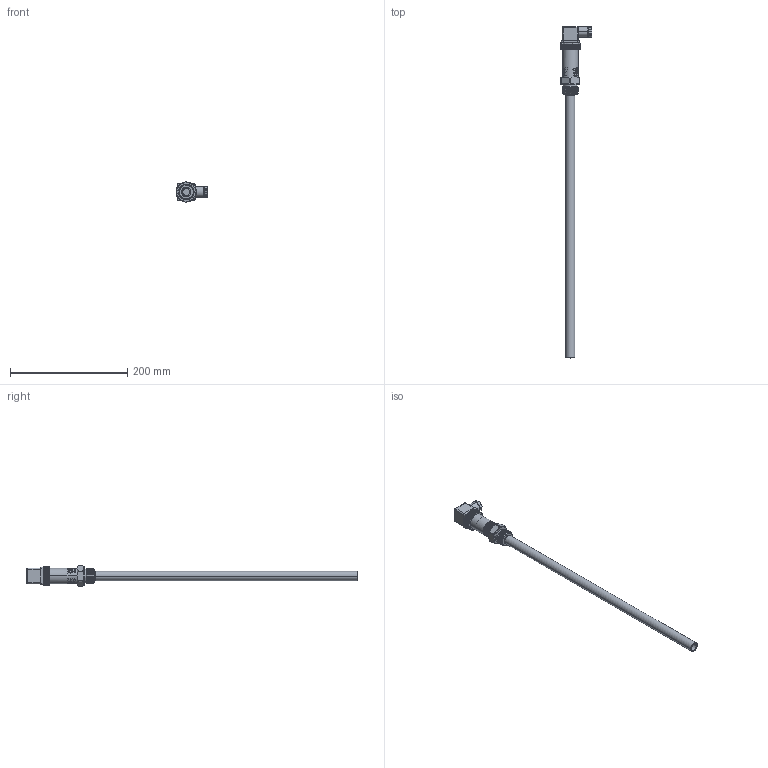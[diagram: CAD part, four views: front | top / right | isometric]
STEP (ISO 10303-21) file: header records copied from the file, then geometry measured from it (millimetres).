
FILE_DESCRIPTION (( 'STEP AP214' ), '1' );
FILE_NAME ('LM115-G34M-L450-0-3D.STEP', '2021-10-14T04:04:20', ( '' ), ( '' ), 'SwSTEP 2.0', 'SolidWorks 2018', '' );
FILE_SCHEMA (( 'AUTOMOTIVE_DESIGN' ));
Length unit declared in the file: millimetre
Products named in the file (10): ARB02-2PE3PE_4_1.stp; LM115-G34M-L450-0-3D.stp; FXHSM-ARB02-2PE3PE-20210410_A_1_ASM.stp; FX-HSM-20210420_10_1.stp; LM115-G34M-L450-0-3D; 16X2-L450.stp; LM115-G34M-L450-3D_ASM.stp; LM115-G34M-3D.stp; PM200-L55B_ASM.stp; PM200-L55MM.stp
Assembly tree (9 placements, depth 5):
  LM115-G34M-L450-0-3D
    LM115-G34M-L450-0-3D.stp
      PM200-L55B_ASM.stp
        FXHSM-ARB02-2PE3PE-20210410_A_1_ASM.stp
          FX-HSM-20210420_10_1.stp
          ARB02-2PE3PE_4_1.stp
        PM200-L55MM.stp
      LM115-G34M-L450-3D_ASM.stp
        LM115-G34M-3D.stp
        16X2-L450.stp
Bounding box: 53.5 x 566.2 x 36 mm (x, y, z)
Volume: 87707.9 mm3; surface area: 72826.6 mm2
Topology: 4 solids, 7 shells, 824 faces, 2318 edges, 1522 vertices
Faces by surface type: plane 429, cylinder 323, bspline 36, cone 28, torus 4, sphere 4
Entity records: 36179 total; most frequent: CARTESIAN_POINT 14809, ORIENTED_EDGE 4624, DIRECTION 4142, EDGE_CURVE 2314, VERTEX_POINT 1522, LINE 1434, VECTOR 1434, AXIS2_PLACEMENT_3D 1354
